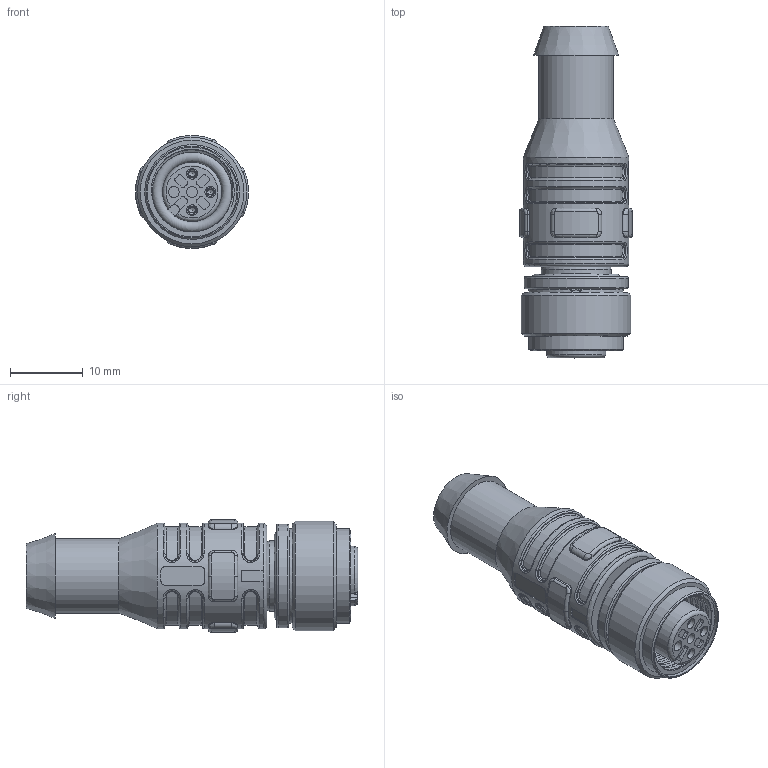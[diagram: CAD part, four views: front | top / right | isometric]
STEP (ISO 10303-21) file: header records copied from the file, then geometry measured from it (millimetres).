
FILE_DESCRIPTION(/* description */ (''),/* implementation_level */ '2;1');
FILE_NAME(/* name */ 'VKA00225.stp',/* time_stamp */ '2016-10-12T09:36:04+02:00',/* author */ ('mitarbeiter'),/* organization */ (''),/* preprocessor_version */ 'ST-DEVELOPER v15.2',/* originating_system */ 'Autodesk Inventor 2014',/* authorisation */ '');
FILE_SCHEMA (('AUTOMOTIVE_DESIGN { 1 0 10303 214 3 1 1 }'));
Length unit declared in the file: millimetre
Products named in the file (13): WAK_LED_Umspritzung; Rastring; Ueberwurfmutter; BG Ueberwurfmutter; Steckbuchse; Buchseneinsatz; Buchseneinsatz_SR; Platine E044; BG_Buchseneinsatz_kpl; O-Ring_7_D1_5_gedehnt; AL_WAK3P2_nur_Kopf; VKA00225
Bounding box: 15.48 x 45.5 x 15.46 mm (x, y, z)
Volume: 6373.7 mm3; surface area: 6239 mm2
Topology: 10 solids, 10 shells, 908 faces, 2348 edges, 1514 vertices
Faces by surface type: cylinder 446, plane 304, bspline 66, torus 60, cone 32
Full cylindrical faces by diameter (mm): 1.1 x3, 1.15 x6, 1.3 x3, 1.5 x10, 1.6 x3, 1.65 x3, 1.675 x6, 1.8 x10, 1.9 x1, 2 x3, 2.1 x1, 2.9 x2, 7.075 x2, 8 x4, 9.5 x4, 9.6 x2, 9.8 x1, 10.2 x1, 10.95 x7, 12.3 x1, 12.5 x1, 13 x1, 13.2 x1, 14.25 x1, 14.5 x1, 15 x1
Entity records: 32301 total; most frequent: CARTESIAN_POINT 11702, DIRECTION 4572, ORIENTED_EDGE 4080, EDGE_CURVE 2040, AXIS2_PLACEMENT_3D 1921, VERTEX_POINT 1375, CIRCLE 1115, EDGE_LOOP 999
